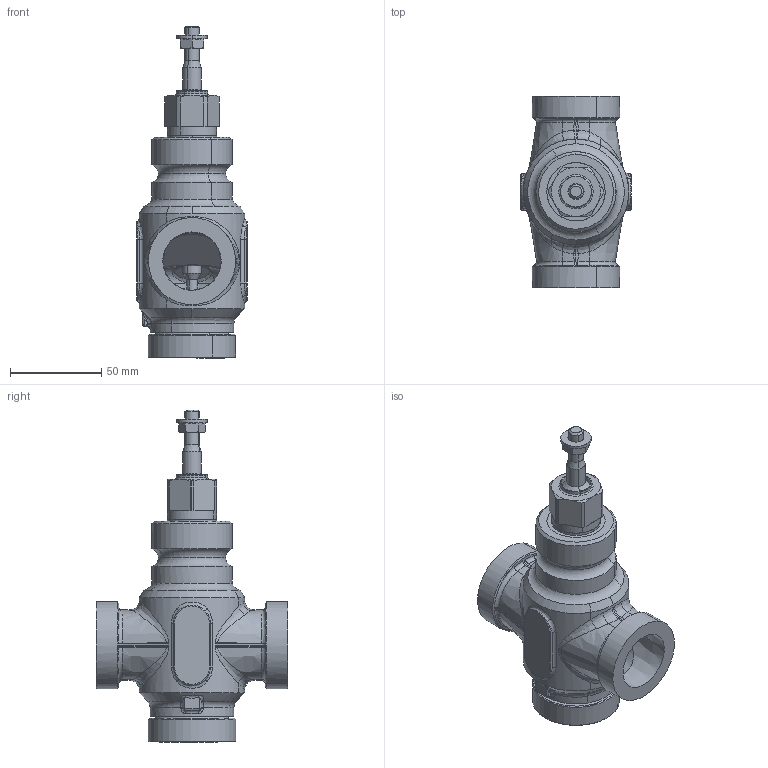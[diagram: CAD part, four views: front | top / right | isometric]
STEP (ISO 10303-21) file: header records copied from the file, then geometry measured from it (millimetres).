
FILE_DESCRIPTION(('CATIA V5 STEP Exchange'),'2;1');
FILE_NAME('VLE132.stp','2010-03-01T09:36:45+00:00',('none'),('none'),'CATIA Version 5 Release 16 (IN-10)','CATIA V5 STEP AP203','none');
FILE_SCHEMA(('CONFIG_CONTROL_DESIGN'));
Length unit declared in the file: millimetre
Products named in the file (4): 6248s4; 6214s9; 953-1009s4; 954-1367s1
Assembly tree (15 placements, depth 4):
  6248s4
    6214s9
      953-1009s4
        #68
        #23774
      954-1367s1
        #24390
        #27495  x2
        #27631  x2
        #28086
        #28337
      #28615
      #29171
      #30719
Bounding box: 60.4 x 105 x 182.13 mm (x, y, z)
Volume: 179618 mm3; surface area: 73772.4 mm2
Topology: 12 solids, 12 shells, 625 faces, 1423 edges, 831 vertices
Faces by surface type: bspline 168, cylinder 165, plane 101, cone 96, torus 83, revolution 8, sphere 4
Entity records: 31383 total; most frequent: CARTESIAN_POINT 19639, ORIENTED_EDGE 2748, DIRECTION 1564, EDGE_CURVE 1374, AXIS2_PLACEMENT_3D 840, VERTEX_POINT 809, EDGE_LOOP 647, B_SPLINE_CURVE_WITH_KNOTS 612
